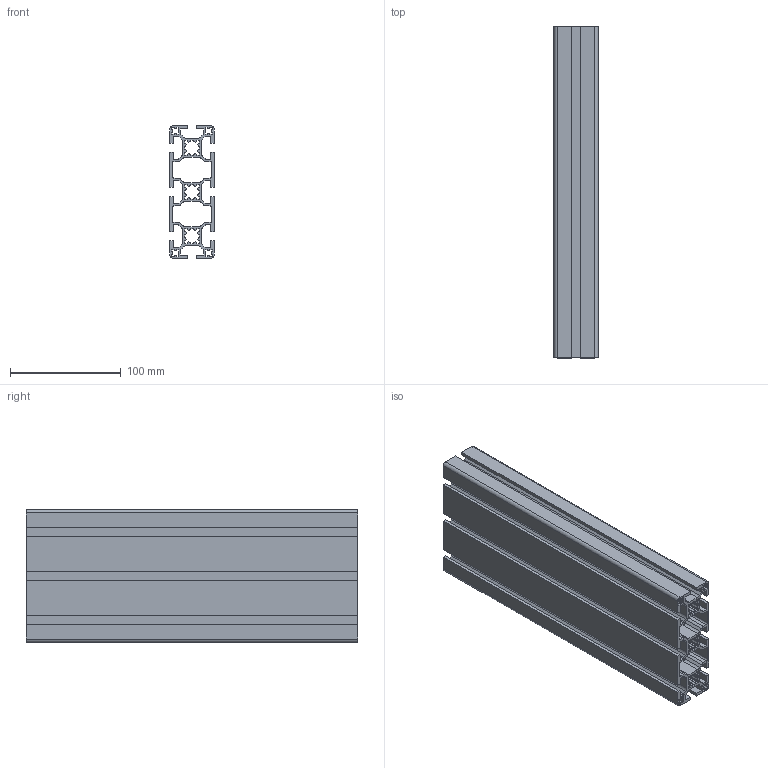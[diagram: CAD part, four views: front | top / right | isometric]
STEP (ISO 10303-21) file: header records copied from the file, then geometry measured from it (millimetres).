
FILE_DESCRIPTION (( 'STEP AP214' ), '1' );
FILE_NAME ('1727975587471.step', '2024-10-03T17:13:10', ( 'Windows User' ), ( '' ), 'SwSTEP 2.0', 'SolidWorks 2011', '' );
FILE_SCHEMA (( 'AUTOMOTIVE_DESIGN' ));
Length unit declared in the file: millimetre
Products named in the file (2): 1727975587471; 1.11.040120.84LPx300.00(1)
Assembly tree (1 placements, depth 2):
  1727975587471
    1.11.040120.84LPx300.00(1)
Bounding box: 40 x 300 x 120 mm (x, y, z)
Volume: 399527.9 mm3; surface area: 364889.5 mm2
Topology: 1 solids, 1 shells, 423 faces, 1263 edges, 842 vertices
Faces by surface type: plane 274, cylinder 149
Entity records: 14317 total; most frequent: CARTESIAN_POINT 2532, ORIENTED_EDGE 2526, DIRECTION 2415, EDGE_CURVE 1263, VECTOR 965, LINE 965, VERTEX_POINT 842, AXIS2_PLACEMENT_3D 725
